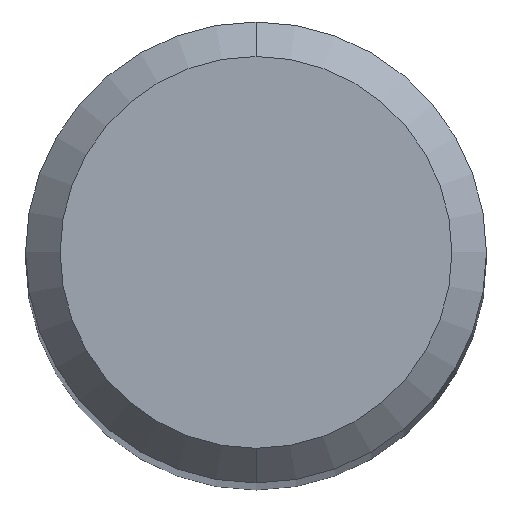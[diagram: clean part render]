
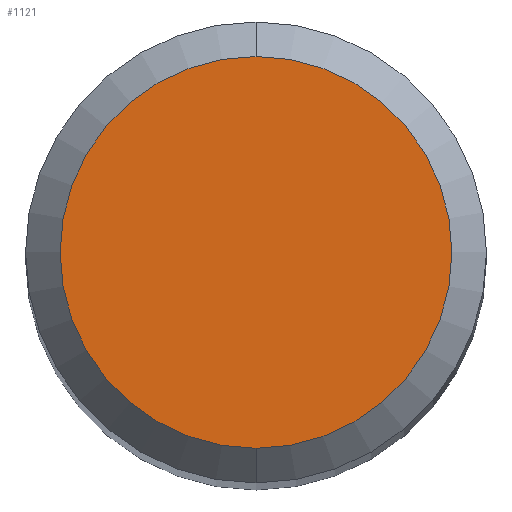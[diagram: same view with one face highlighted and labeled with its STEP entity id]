
A CAD part, top view. The second image highlights one B-rep face of the part: STEP entity #1121.
In plain terms, the highlighted planar face has unit normal (0, 0, 1).
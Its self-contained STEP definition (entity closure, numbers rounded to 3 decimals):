
#687=VERTEX_POINT('',#1510);
#801=EDGE_CURVE('',#901,#687,#1632,.T.);
#901=VERTEX_POINT('',#1746);
#951=EDGE_CURVE('',#687,#901,#1801,.T.);
#1121=ADVANCED_FACE('',(#1987),#1988,.T.);
#1510=CARTESIAN_POINT('',(0.,-1.7,0.0));
#1632=CIRCLE('',#3451,1.7);
#1746=CARTESIAN_POINT('',(0.0,1.7,0.0));
#1801=CIRCLE('',#4582,1.7);
#1987=FACE_OUTER_BOUND('',#5110,.T.);
#1988=PLANE('',#5111);
#3451=AXIS2_PLACEMENT_3D('',#5841,#5842,#5843);
#4582=AXIS2_PLACEMENT_3D('',#6051,#6052,#6053);
#5110=EDGE_LOOP('',(#6280,#6281));
#5111=AXIS2_PLACEMENT_3D('',#6282,#6283,#6284);
#5841=CARTESIAN_POINT('',(0.0,0.0,0.0));
#5842=DIRECTION('',(0.0,0.0,-1.0));
#5843=DIRECTION('',(0.0,1.0,0.0));
#6051=CARTESIAN_POINT('',(0.0,0.0,0.0));
#6052=DIRECTION('',(0.0,0.0,-1.0));
#6053=DIRECTION('',(0.0,1.0,0.0));
#6280=ORIENTED_EDGE('',*,*,#801,.F.);
#6281=ORIENTED_EDGE('',*,*,#951,.F.);
#6282=CARTESIAN_POINT('',(0.0,0.85,0.0));
#6283=DIRECTION('',(-0.0,0.0,1.0));
#6284=DIRECTION('',(0.0,-1.0,0.0));
